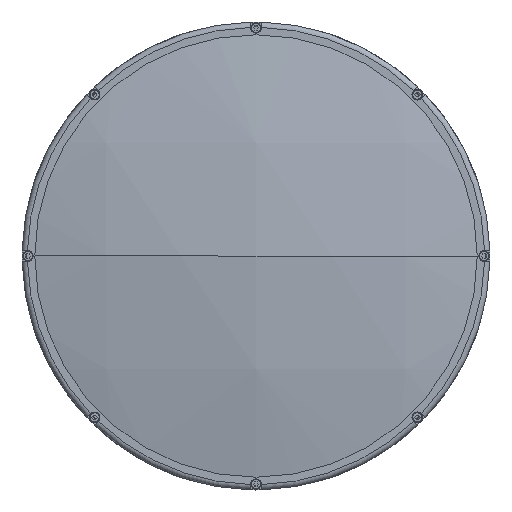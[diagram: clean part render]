
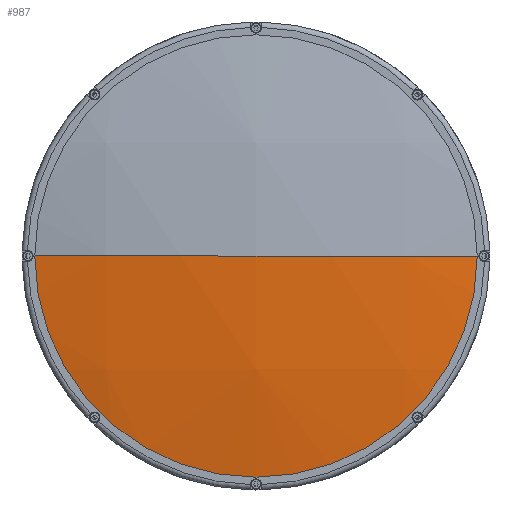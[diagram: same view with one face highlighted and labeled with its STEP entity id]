
A CAD part, left-side view. The second image highlights one B-rep face of the part: STEP entity #987.
In plain terms, the highlighted spherical face has radius 606 mm.
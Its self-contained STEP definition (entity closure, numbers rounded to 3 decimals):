
#62 = CARTESIAN_POINT ( 'NONE',  ( 45.627, 0., 0. ) ) ;
#262 = AXIS2_PLACEMENT_3D ( 'NONE', #3681, #5276, #4774 ) ;
#431 = ORIENTED_EDGE ( 'NONE', *, *, #2783, .F. ) ;
#490 = CARTESIAN_POINT ( 'NONE',  ( -547.362, 124.9, 0. ) ) ;
#652 = CIRCLE ( 'NONE', #5607, 606. ) ;
#832 = EDGE_LOOP ( 'NONE', ( #3319, #1638, #431 ) ) ;
#891 = CIRCLE ( 'NONE', #1474, 124.9 ) ;
#987 = ADVANCED_FACE ( 'NONE', ( #4222 ), #1951, .T. ) ;
#1298 = DIRECTION ( 'NONE',  ( 0., 0., 1. ) ) ;
#1474 = AXIS2_PLACEMENT_3D ( 'NONE', #6152, #2882, #2267 ) ;
#1504 = VERTEX_POINT ( 'NONE', #490 ) ;
#1578 = EDGE_CURVE ( 'NONE', #2126, #5816, #6714, .T. ) ;
#1638 = ORIENTED_EDGE ( 'NONE', *, *, #1578, .T. ) ;
#1725 = DIRECTION ( 'NONE',  ( 0., -1., 0. ) ) ;
#1951 = SPHERICAL_SURFACE ( 'NONE', #262, 606. ) ;
#2088 = CARTESIAN_POINT ( 'NONE',  ( -547.362, -124.9, 0. ) ) ;
#2126 = VERTEX_POINT ( 'NONE', #2088 ) ;
#2267 = DIRECTION ( 'NONE',  ( 0., 0., 1. ) ) ;
#2783 = EDGE_CURVE ( 'NONE', #1504, #5816, #652, .T. ) ;
#2807 = EDGE_CURVE ( 'NONE', #1504, #2126, #891, .T. ) ;
#2882 = DIRECTION ( 'NONE',  ( -1., 0., 0. ) ) ;
#3319 = ORIENTED_EDGE ( 'NONE', *, *, #2807, .T. ) ;
#3480 = DIRECTION ( 'NONE',  ( 0., 1., 0. ) ) ;
#3681 = CARTESIAN_POINT ( 'NONE',  ( 45.627, 0., 0. ) ) ;
#3705 = CARTESIAN_POINT ( 'NONE',  ( -560.373, 0., 0. ) ) ;
#4222 = FACE_OUTER_BOUND ( 'NONE', #832, .T. ) ;
#4774 = DIRECTION ( 'NONE',  ( 0., 1., 0. ) ) ;
#5115 = AXIS2_PLACEMENT_3D ( 'NONE', #62, #6724, #3480 ) ;
#5276 = DIRECTION ( 'NONE',  ( 0., 0., -1. ) ) ;
#5607 = AXIS2_PLACEMENT_3D ( 'NONE', #6656, #1298, #1725 ) ;
#5816 = VERTEX_POINT ( 'NONE', #3705 ) ;
#6152 = CARTESIAN_POINT ( 'NONE',  ( -547.362, 0., 0. ) ) ;
#6656 = CARTESIAN_POINT ( 'NONE',  ( 45.627, 0., 0. ) ) ;
#6714 = CIRCLE ( 'NONE', #5115, 606. ) ;
#6724 = DIRECTION ( 'NONE',  ( 0., 0., -1. ) ) ;
